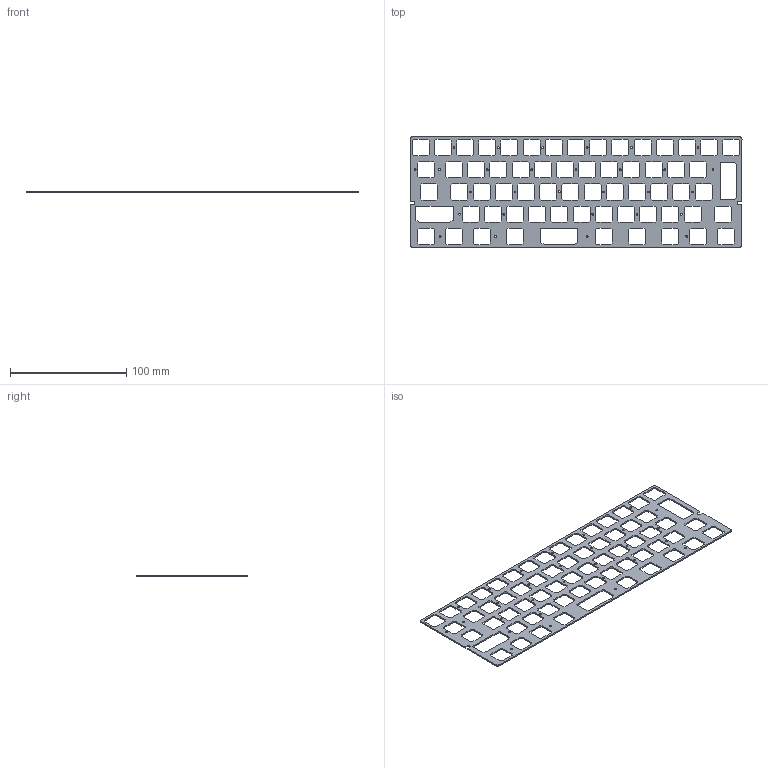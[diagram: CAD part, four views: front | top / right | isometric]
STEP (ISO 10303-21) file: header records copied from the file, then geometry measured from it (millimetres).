
FILE_DESCRIPTION(/* description */ (''),/* implementation_level */ '2;1');
FILE_NAME(/* name */ 'JIS_WK_Plate.step',/* time_stamp */ '2023-01-10T23:21:23+01:00',/* author */ (''),/* organization */ (''),/* preprocessor_version */ 'ST-DEVELOPER v19.2',/* originating_system */ 'Autodesk Translation Framework v11.17.0.187',/* authorisation */ '');
FILE_SCHEMA (('AUTOMOTIVE_DESIGN { 1 0 10303 214 3 1 1 }'));
Length unit declared in the file: millimetre
Products named in the file (2): JIS_WK; JIS_WK_Plate
Assembly tree (1 placements, depth 2):
  JIS_WK
    JIS_WK_Plate
Bounding box: 285 x 94.6 x 1.2 mm (x, y, z)
Volume: 15700.8 mm3; surface area: 31618.7 mm2
Topology: 1 solids, 1 shells, 565 faces, 1689 edges, 1126 vertices
Faces by surface type: plane 526, cylinder 39
Full cylindrical faces by diameter (mm): 1.623 x29
Entity records: 19117 total; most frequent: CARTESIAN_POINT 3383, ORIENTED_EDGE 3378, DIRECTION 2903, EDGE_CURVE 1689, LINE 1611, VECTOR 1611, VERTEX_POINT 1126, EDGE_LOOP 753
